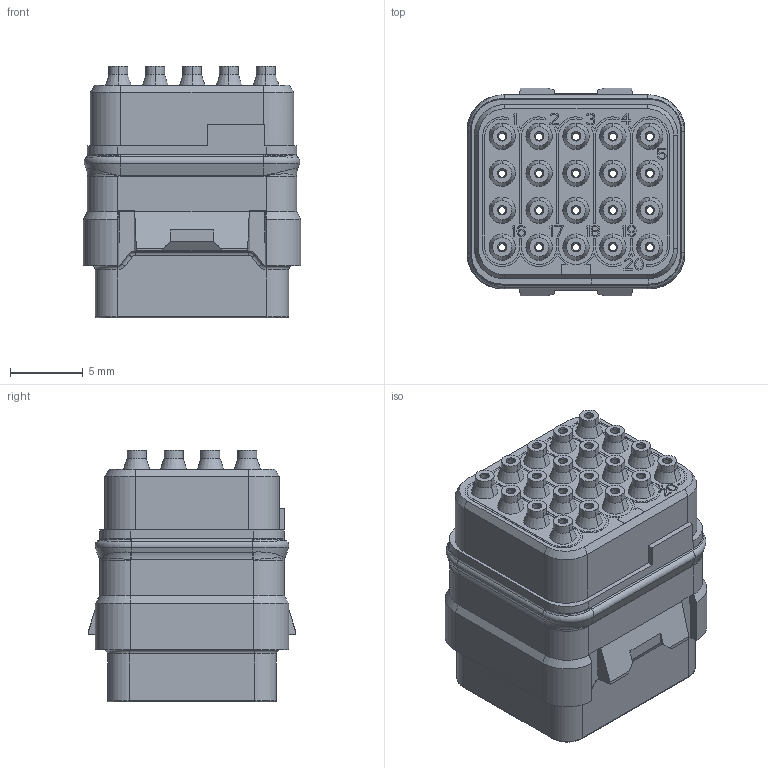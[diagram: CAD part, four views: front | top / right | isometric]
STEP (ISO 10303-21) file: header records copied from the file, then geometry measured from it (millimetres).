
FILE_DESCRIPTION((''),'2;1');
FILE_NAME('SIMEZ2022PD','2020-01-09T',('presta_be4'),(''),'CREO PARAMETRIC BY PTC INC, 2018360','CREO PARAMETRIC BY PTC INC, 2018360','');
FILE_SCHEMA(('CONFIG_CONTROL_DESIGN'));
Products named in the file (1): SIMEZ2022PD
Bounding box: 15 x 14.3 x 17.34 mm (x, y, z)
Volume: 1594 mm3; surface area: 3447.2 mm2
Topology: 1 solids, 1 shells, 3143 faces, 7776 edges, 4778 vertices
Faces by surface type: plane 1493, cylinder 754, torus 496, cone 360, bspline 40
Entity records: 95083 total; most frequent: CARTESIAN_POINT 18771, DIRECTION 16567, ORIENTED_EDGE 15552, EDGE_CURVE 7776, AXIS2_PLACEMENT_3D 5848, VECTOR 4871, LINE 4871, VERTEX_POINT 4778
